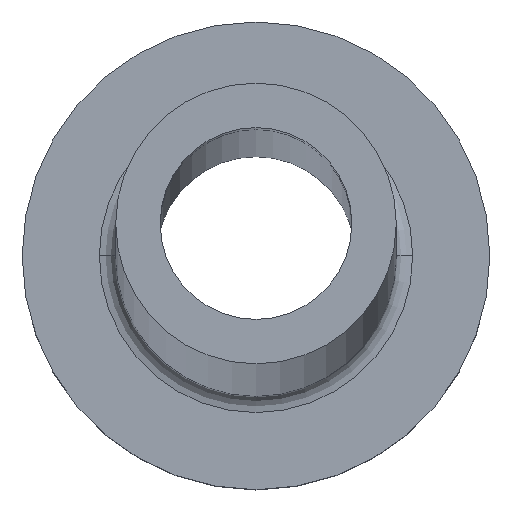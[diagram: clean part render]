
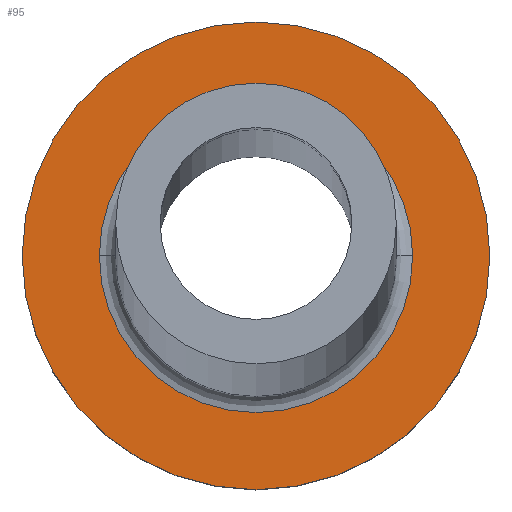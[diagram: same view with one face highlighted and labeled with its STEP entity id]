
A CAD part, top view. The second image highlights one B-rep face of the part: STEP entity #95.
In plain terms, the highlighted planar face has unit normal (0, 0, 1).
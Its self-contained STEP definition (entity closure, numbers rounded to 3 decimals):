
#5 = AXIS2_PLACEMENT_3D ( 'NONE', #224, #80, #363 ) ;
#19 = DIRECTION ( 'NONE',  ( 1., 0., 0. ) ) ;
#43 = EDGE_CURVE ( 'NONE', #386, #52, #406, .T. ) ;
#47 = EDGE_CURVE ( 'NONE', #290, #299, #305, .T. ) ;
#52 = VERTEX_POINT ( 'NONE', #298 ) ;
#67 = EDGE_LOOP ( 'NONE', ( #152, #154 ) ) ;
#72 = CARTESIAN_POINT ( 'NONE',  ( 0., 0., 7. ) ) ;
#80 = DIRECTION ( 'NONE',  ( 0., 0., 1. ) ) ;
#95 = ADVANCED_FACE ( 'NONE', ( #447, #229 ), #195, .T. ) ;
#118 = ORIENTED_EDGE ( 'NONE', *, *, #47, .T. ) ;
#119 = CIRCLE ( 'NONE', #337, 6.7 ) ;
#131 = ORIENTED_EDGE ( 'NONE', *, *, #353, .T. ) ;
#140 = CARTESIAN_POINT ( 'NONE',  ( -10., 0., 7. ) ) ;
#150 = CARTESIAN_POINT ( 'NONE',  ( 0., 0., 7. ) ) ;
#152 = ORIENTED_EDGE ( 'NONE', *, *, #425, .T. ) ;
#154 = ORIENTED_EDGE ( 'NONE', *, *, #43, .T. ) ;
#195 = PLANE ( 'NONE',  #450 ) ;
#206 = AXIS2_PLACEMENT_3D ( 'NONE', #261, #258, #19 ) ;
#207 = CARTESIAN_POINT ( 'NONE',  ( 10., 0., 7. ) ) ;
#224 = CARTESIAN_POINT ( 'NONE',  ( 0., 0., 7. ) ) ;
#229 = FACE_OUTER_BOUND ( 'NONE', #442, .T. ) ;
#258 = DIRECTION ( 'NONE',  ( 0., 0., -1. ) ) ;
#261 = CARTESIAN_POINT ( 'NONE',  ( 0., 0., 7. ) ) ;
#283 = DIRECTION ( 'NONE',  ( 0., 0., 1. ) ) ;
#290 = VERTEX_POINT ( 'NONE', #207 ) ;
#293 = DIRECTION ( 'NONE',  ( 1., 0., 0. ) ) ;
#298 = CARTESIAN_POINT ( 'NONE',  ( 6.7, 0., 7. ) ) ;
#299 = VERTEX_POINT ( 'NONE', #140 ) ;
#305 = CIRCLE ( 'NONE', #5, 10. ) ;
#337 = AXIS2_PLACEMENT_3D ( 'NONE', #389, #431, #460 ) ;
#353 = EDGE_CURVE ( 'NONE', #299, #290, #443, .T. ) ;
#354 = CARTESIAN_POINT ( 'NONE',  ( -6.7, 0., 7. ) ) ;
#363 = DIRECTION ( 'NONE',  ( 1., 0., 0. ) ) ;
#386 = VERTEX_POINT ( 'NONE', #354 ) ;
#388 = AXIS2_PLACEMENT_3D ( 'NONE', #72, #283, #428 ) ;
#389 = CARTESIAN_POINT ( 'NONE',  ( 0., 0., 7. ) ) ;
#406 = CIRCLE ( 'NONE', #206, 6.7 ) ;
#425 = EDGE_CURVE ( 'NONE', #52, #386, #119, .T. ) ;
#428 = DIRECTION ( 'NONE',  ( 1., 0., 0. ) ) ;
#431 = DIRECTION ( 'NONE',  ( 0., 0., -1. ) ) ;
#441 = DIRECTION ( 'NONE',  ( 0., 0., 1. ) ) ;
#442 = EDGE_LOOP ( 'NONE', ( #131, #118 ) ) ;
#443 = CIRCLE ( 'NONE', #388, 10. ) ;
#447 = FACE_BOUND ( 'NONE', #67, .T. ) ;
#450 = AXIS2_PLACEMENT_3D ( 'NONE', #150, #441, #293 ) ;
#460 = DIRECTION ( 'NONE',  ( 1., 0., 0. ) ) ;
